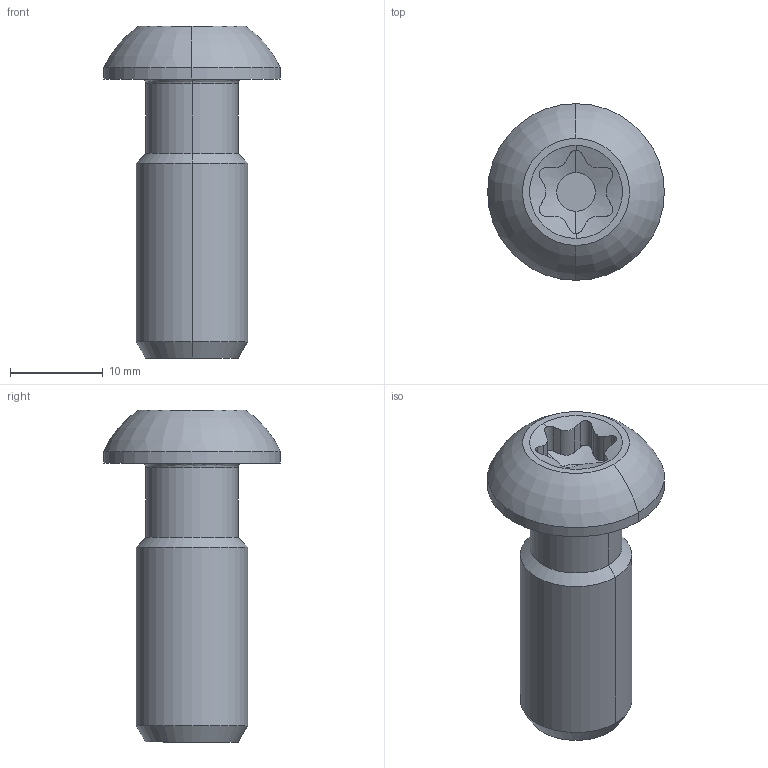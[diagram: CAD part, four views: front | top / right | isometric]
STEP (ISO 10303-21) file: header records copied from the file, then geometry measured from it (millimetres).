
FILE_DESCRIPTION (( 'STEP AP203' ), '1' );
FILE_NAME ('412530235_c_1.STEP', '2022-12-04T04:32:08', ( '' ), ( '' ), 'SwSTEP 2.0', 'SolidWorks 2014', '' );
FILE_SCHEMA (( 'CONFIG_CONTROL_DESIGN' ));
Length unit declared in the file: millimetre
Products named in the file (1): 412530235_c_1
Bounding box: 19 x 19 x 35.7 mm (x, y, z)
Volume: 4126.7 mm3; surface area: 1939.4 mm2
Topology: 1 solids, 1 shells, 53 faces, 136 edges, 87 vertices
Faces by surface type: plane 22, cylinder 19, cone 8, bspline 2, torus 2
Entity records: 2020 total; most frequent: CARTESIAN_POINT 743, ORIENTED_EDGE 272, DIRECTION 221, EDGE_CURVE 136, AXIS2_PLACEMENT_3D 91, VERTEX_POINT 87, B_SPLINE_CURVE_WITH_KNOTS 58, EDGE_LOOP 55
